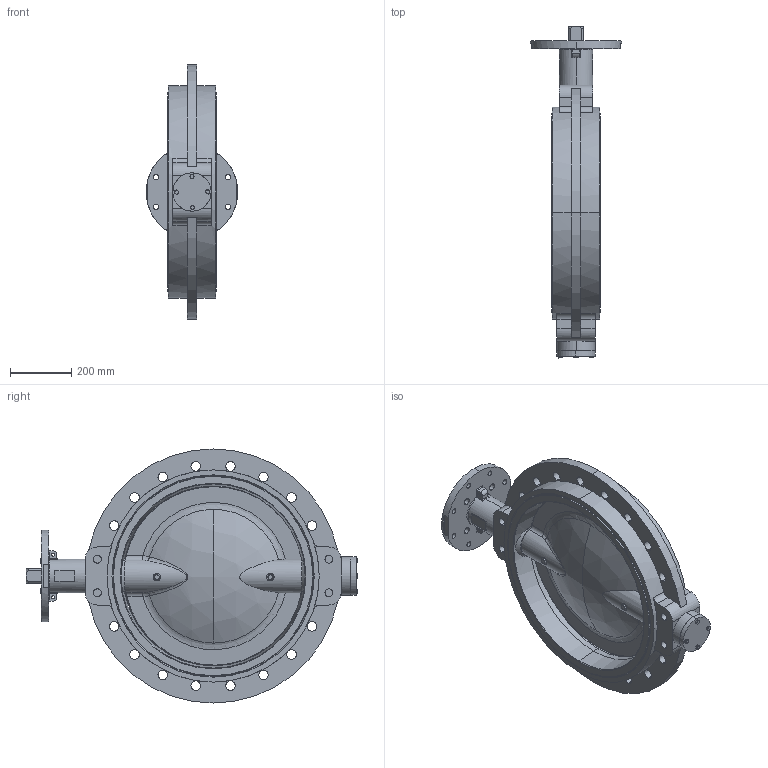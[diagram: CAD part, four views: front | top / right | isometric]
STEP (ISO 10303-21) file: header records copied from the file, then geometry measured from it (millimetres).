
FILE_DESCRIPTION (( 'STEP AP203' ), '1' );
FILE_NAME ('DN600評概蚾饜极.STEP', '2024-08-22T06:50:52', ( '' ), ( '' ), 'SwSTEP 2.0', 'SolidWorks 2018', '' );
FILE_SCHEMA (( 'CONFIG_CONTROL_DESIGN' ));
Length unit declared in the file: millimetre
Products named in the file (14): 鞠褒芛蹟邡 M8X30; DN600評概蚾饜极; Y型圈; 调整垫圈; DN600概极; 菁傷裔; 粣杶; DN600概粣; DN600概啣; GBT 819.1-M8x20; DN600概釱; 揤裔; 埴袪种; O型圈
Assembly tree (20 placements, depth 2):
  DN600評概蚾饜极
    DN600概极
    DN600概粣
    DN600概釱
    DN600概啣
    O型圈
    揤裔
    菁傷裔
    调整垫圈
    鞠褒芛蹟邡 M8X30  x4
    埴袪种  x2
    粣杶  x3
    Y型圈
    GBT 819.1-M8x20  x2
Bounding box: 300 x 1084.16 x 830 mm (x, y, z)
Volume: 35511251.9 mm3; surface area: 3546467.5 mm2
Topology: 20 solids, 20 shells, 671 faces, 1615 edges, 1019 vertices
Faces by surface type: cylinder 284, plane 228, cone 96, torus 41, sphere 12, bspline 10
Entity records: 23300 total; most frequent: CARTESIAN_POINT 7502, DIRECTION 3136, ORIENTED_EDGE 2830, EDGE_CURVE 1415, AXIS2_PLACEMENT_3D 1309, VERTEX_POINT 895, EDGE_LOOP 718, CIRCLE 713
